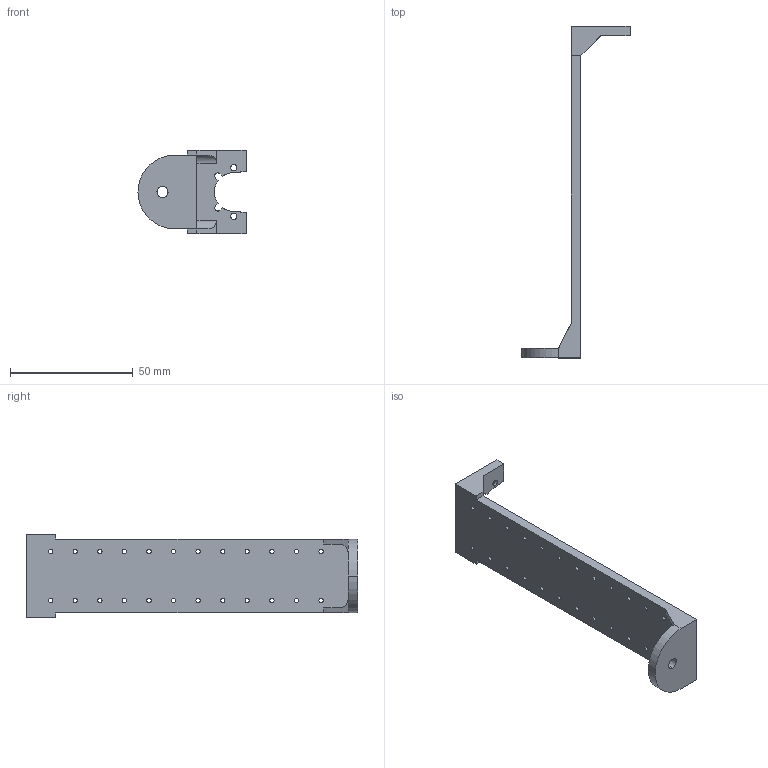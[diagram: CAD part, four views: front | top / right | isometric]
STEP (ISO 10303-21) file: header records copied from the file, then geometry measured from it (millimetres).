
FILE_DESCRIPTION (( 'STEP AP214' ), '1' );
FILE_NAME ('MountingBracket_SC_SQUID_Vertical.STEP', '2023-11-02T20:40:08', ( '' ), ( '' ), 'SwSTEP 2.0', 'SolidWorks 2019', '' );
FILE_SCHEMA (( 'AUTOMOTIVE_DESIGN' ));
Length unit declared in the file: millimetre
Products named in the file (1): MountingBracket_SC_SQUID_Vertical
Bounding box: 44 x 135 x 34 mm (x, y, z)
Volume: 20252.9 mm3; surface area: 12540.2 mm2
Topology: 1 solids, 1 shells, 103 faces, 297 edges, 196 vertices
Faces by surface type: cylinder 69, plane 34
Entity records: 4109 total; most frequent: DIRECTION 637, CARTESIAN_POINT 609, ORIENTED_EDGE 594, EDGE_CURVE 297, AXIS2_PLACEMENT_3D 240, VERTEX_POINT 196, EDGE_LOOP 157, VECTOR 157
